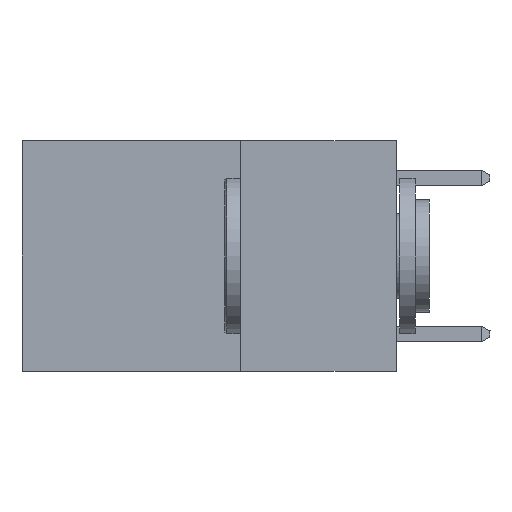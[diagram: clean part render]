
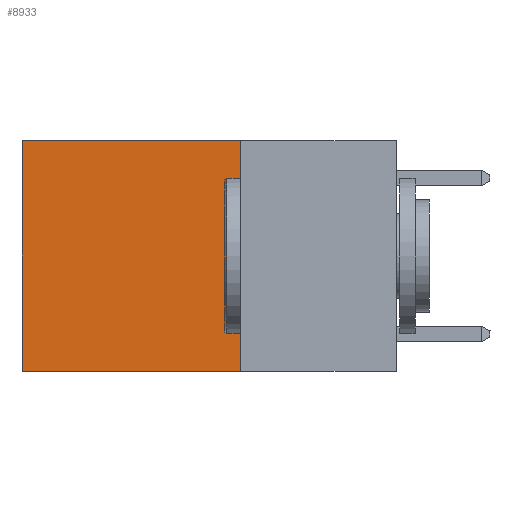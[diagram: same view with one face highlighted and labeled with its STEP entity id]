
A CAD part, left-side view. The second image highlights one B-rep face of the part: STEP entity #8933.
In plain terms, the highlighted planar face has unit normal (-1, 0, 0).
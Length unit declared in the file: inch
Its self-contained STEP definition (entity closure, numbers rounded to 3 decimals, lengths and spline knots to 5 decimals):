
#733 = CARTESIAN_POINT ( 'NONE',  ( 0.2625, 0.6, -0.37 ) ) ;
#832 = CARTESIAN_POINT ( 'NONE',  ( 0.2625, 0.25, 0. ) ) ;
#1185 = EDGE_LOOP ( 'NONE', ( #11819, #6995, #8645, #16699 ) ) ;
#1244 = CARTESIAN_POINT ( 'NONE',  ( 0.2625, 0.25, -0.37 ) ) ;
#1704 = AXIS2_PLACEMENT_3D ( 'NONE', #832, #17659, #6498 ) ;
#3678 = LINE ( 'NONE', #20001, #13049 ) ;
#4616 = PLANE ( 'NONE',  #1704 ) ;
#4984 = LINE ( 'NONE', #16458, #20724 ) ;
#5147 = VECTOR ( 'NONE', #22167, 39.37008 ) ;
#5210 = VERTEX_POINT ( 'NONE', #13088 ) ;
#5804 = VECTOR ( 'NONE', #16926, 39.37008 ) ;
#6498 = DIRECTION ( 'NONE',  ( 0., 0., -1. ) ) ;
#6952 = DIRECTION ( 'NONE',  ( 0., 0., -1. ) ) ;
#6995 = ORIENTED_EDGE ( 'NONE', *, *, #19846, .F. ) ;
#8645 = ORIENTED_EDGE ( 'NONE', *, *, #10498, .F. ) ;
#8933 = ADVANCED_FACE ( 'NONE', ( #9733 ), #4616, .F. ) ;
#9312 = CARTESIAN_POINT ( 'NONE',  ( 0.2625, 0.25, -0.37 ) ) ;
#9733 = FACE_OUTER_BOUND ( 'NONE', #1185, .T. ) ;
#10093 = LINE ( 'NONE', #9312, #5147 ) ;
#10498 = EDGE_CURVE ( 'NONE', #21967, #15502, #4984, .T. ) ;
#11819 = ORIENTED_EDGE ( 'NONE', *, *, #19703, .T. ) ;
#13049 = VECTOR ( 'NONE', #6952, 39.37008 ) ;
#13088 = CARTESIAN_POINT ( 'NONE',  ( 0.2625, 0.6, 0. ) ) ;
#15094 = CARTESIAN_POINT ( 'NONE',  ( 0.2625, 0.25, 0. ) ) ;
#15117 = EDGE_CURVE ( 'NONE', #21967, #5210, #15718, .T. ) ;
#15502 = VERTEX_POINT ( 'NONE', #1244 ) ;
#15718 = LINE ( 'NONE', #15094, #5804 ) ;
#16458 = CARTESIAN_POINT ( 'NONE',  ( 0.2625, 0.25, 0. ) ) ;
#16699 = ORIENTED_EDGE ( 'NONE', *, *, #15117, .T. ) ;
#16926 = DIRECTION ( 'NONE',  ( 0., 1., 0. ) ) ;
#17659 = DIRECTION ( 'NONE',  ( 1., 0., 0. ) ) ;
#18298 = DIRECTION ( 'NONE',  ( 0., 0., -1. ) ) ;
#19703 = EDGE_CURVE ( 'NONE', #5210, #21568, #3678, .T. ) ;
#19846 = EDGE_CURVE ( 'NONE', #15502, #21568, #10093, .T. ) ;
#20001 = CARTESIAN_POINT ( 'NONE',  ( 0.2625, 0.6, 0. ) ) ;
#20724 = VECTOR ( 'NONE', #18298, 39.37008 ) ;
#21568 = VERTEX_POINT ( 'NONE', #733 ) ;
#21967 = VERTEX_POINT ( 'NONE', #22107 ) ;
#22107 = CARTESIAN_POINT ( 'NONE',  ( 0.2625, 0.25, 0. ) ) ;
#22167 = DIRECTION ( 'NONE',  ( 0., 1., 0. ) ) ;
